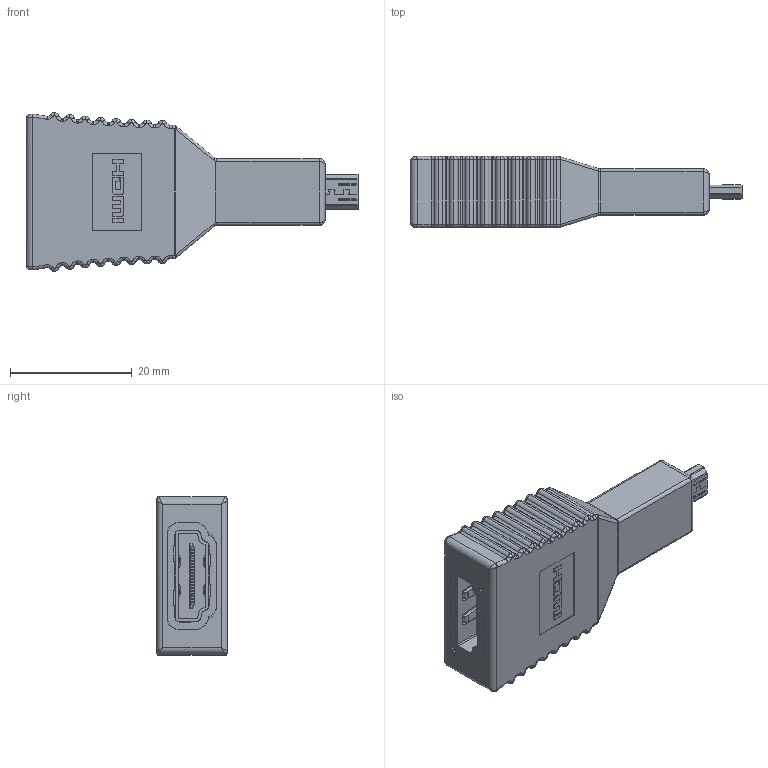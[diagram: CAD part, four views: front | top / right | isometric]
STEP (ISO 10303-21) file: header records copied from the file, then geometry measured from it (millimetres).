
FILE_DESCRIPTION (( 'STEP AP214' ), '1' );
FILE_NAME ('VAD001FM.STEP', '2015-07-10T13:27:42', ( 'L-Com' ), ( 'L-Com Global Connectivity' ), 'SwSTEP 2.0', 'SolidWorks 2014', '' );
FILE_SCHEMA (( 'AUTOMOTIVE_DESIGN' ));
Length unit declared in the file: millimetre
Products named in the file (15): 1AH05-032-MA2; 1AH05-032-MA4; 1AH05-032-MA5___; 1BC01-084; VAD001FM; 1AH05-031; 1AH05-031-MA3; 1AH05-031-MA1; 1AH05-031-MA2; MTN-886; 1AH05-032-MA6___; MTN-887; 1AH05-032; 1AH05-032-MA1; 1AH05-032-MA3
Assembly tree (32 placements, depth 5):
  VAD001FM
    1BC01-084
    1AH05-032
      1AH05-032-MA5___
      1AH05-032-MA1
        1AH05-032-MA2
          1AH05-032-MA4  x19
        1AH05-032-MA3
    MTN-887
    1AH05-032-MA6___
    MTN-886
    1AH05-031
      1AH05-031-MA2
      1AH05-031-MA1
      1AH05-031-MA3
Bounding box: 54.6 x 11.68 x 26.14 mm (x, y, z)
Volume: 12899.7 mm3; surface area: 9257.4 mm2
Topology: 47 solids, 47 shells, 4637 faces, 13062 edges, 8459 vertices
Faces by surface type: plane 3140, cylinder 1119, torus 200, bspline 156, sphere 14, cone 8
Entity records: 139551 total; most frequent: CARTESIAN_POINT 24332, ORIENTED_EDGE 20360, DIRECTION 18625, EDGE_CURVE 10180, LINE 8037, VECTOR 8037, VERTEX_POINT 6551, AXIS2_PLACEMENT_3D 5294
